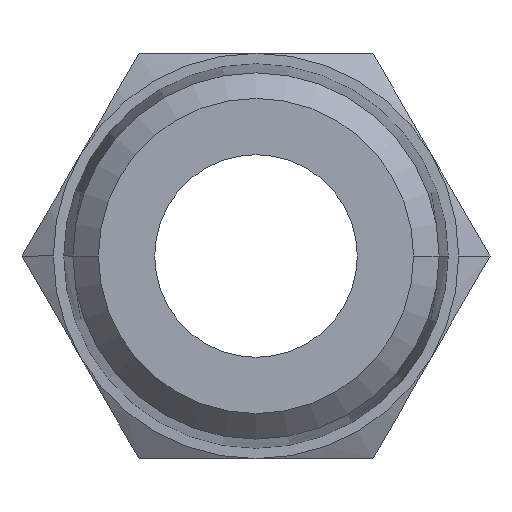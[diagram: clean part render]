
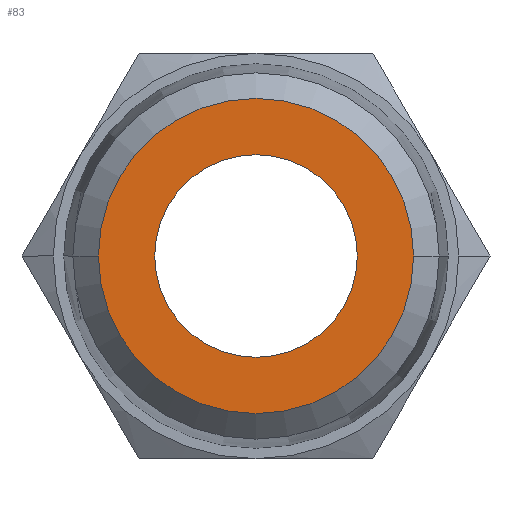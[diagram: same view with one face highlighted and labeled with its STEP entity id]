
A CAD part, front view. The second image highlights one B-rep face of the part: STEP entity #83.
In plain terms, the highlighted planar face has unit normal (0, -1, 0).
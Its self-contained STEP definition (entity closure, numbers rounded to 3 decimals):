
#83=ADVANCED_FACE('',(#186,#187),#188,.T.);
#186=FACE_OUTER_BOUND('',#306,.T.);
#187=FACE_BOUND('',#307,.T.);
#188=PLANE('',#308);
#306=EDGE_LOOP('',(#478,#479));
#307=EDGE_LOOP('',(#480,#481));
#308=AXIS2_PLACEMENT_3D('',#482,#483,#484);
#478=ORIENTED_EDGE('',*,*,#735,.F.);
#479=ORIENTED_EDGE('',*,*,#736,.F.);
#480=ORIENTED_EDGE('',*,*,#694,.T.);
#481=ORIENTED_EDGE('',*,*,#737,.T.);
#482=CARTESIAN_POINT('',(0.0,-11.0,0.0));
#483=DIRECTION('',(0.0,-1.0,0.0));
#484=DIRECTION('',(0.0,0.0,-1.0));
#694=EDGE_CURVE('',#818,#816,#819,.T.);
#735=EDGE_CURVE('',#881,#882,#883,.T.);
#736=EDGE_CURVE('',#882,#881,#884,.T.);
#737=EDGE_CURVE('',#816,#818,#885,.T.);
#816=VERTEX_POINT('',#1029);
#818=VERTEX_POINT('',#1032);
#819=CIRCLE('',#1033,3.5);
#881=VERTEX_POINT('',#1173);
#882=VERTEX_POINT('',#1174);
#883=CIRCLE('',#1175,5.443);
#884=CIRCLE('',#1176,5.443);
#885=CIRCLE('',#1177,3.5);
#1029=CARTESIAN_POINT('',(-3.5,-11.0,0.));
#1032=CARTESIAN_POINT('',(3.5,-11.0,0.0));
#1033=AXIS2_PLACEMENT_3D('',#1350,#1351,#1352);
#1173=CARTESIAN_POINT('',(-5.443,-11.0,0.0));
#1174=CARTESIAN_POINT('',(5.443,-11.0,0.));
#1175=AXIS2_PLACEMENT_3D('',#1410,#1411,#1412);
#1176=AXIS2_PLACEMENT_3D('',#1413,#1414,#1415);
#1177=AXIS2_PLACEMENT_3D('',#1416,#1417,#1418);
#1350=CARTESIAN_POINT('',(0.0,-11.0,0.0));
#1351=DIRECTION('',(0.0,1.0,0.0));
#1352=DIRECTION('',(-1.0,0.0,0.0));
#1410=CARTESIAN_POINT('',(0.0,-11.0,0.0));
#1411=DIRECTION('',(-0.0,1.0,0.0));
#1412=DIRECTION('',(1.0,0.0,0.0));
#1413=CARTESIAN_POINT('',(0.0,-11.0,0.0));
#1414=DIRECTION('',(-0.0,1.0,0.0));
#1415=DIRECTION('',(1.0,0.0,0.0));
#1416=CARTESIAN_POINT('',(0.0,-11.0,0.0));
#1417=DIRECTION('',(0.0,1.0,0.0));
#1418=DIRECTION('',(-1.0,0.0,0.0));
